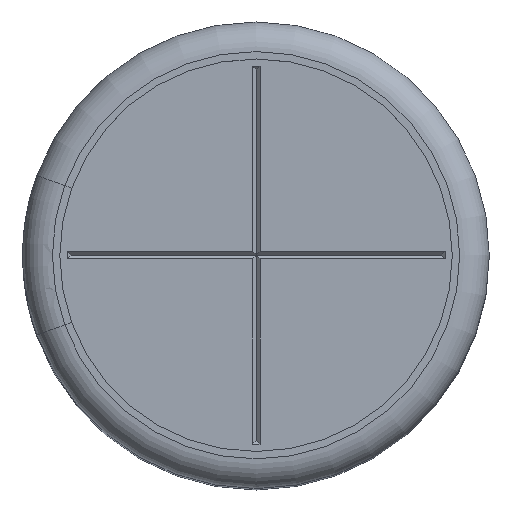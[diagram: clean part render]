
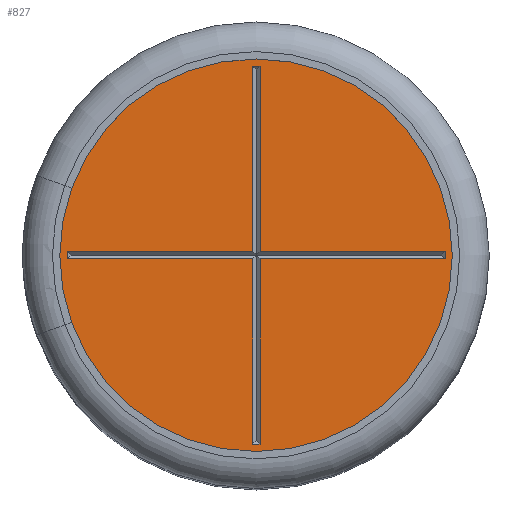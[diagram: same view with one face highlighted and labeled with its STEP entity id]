
A CAD part, top view. The second image highlights one B-rep face of the part: STEP entity #827.
In plain terms, the highlighted planar face has unit normal (0, 0, 1).
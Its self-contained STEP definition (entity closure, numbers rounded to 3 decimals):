
#827=ADVANCED_FACE('',(#1736,#1738),#1740,.T.);
#1736=FACE_BOUND('',#1737,.T.);
#1737=EDGE_LOOP('',(#2483));
#1738=FACE_BOUND('',#1739,.T.);
#1739=EDGE_LOOP('',(#2484,#2485,#2486,#2487,#2488,#2489,#2490,#2491,#2492,#2493,
#2494,#2495));
#1740=PLANE('',#1741);
#1741=AXIS2_PLACEMENT_3D('',#1742,#1743,#1744);
#1742=CARTESIAN_POINT('',(0.,0.,11.9));
#1743=DIRECTION('',(0.,0.,1.));
#1744=DIRECTION('',(1.,0.,0.));
#2483=ORIENTED_EDGE('',*,*,#2866,.T.);
#2484=ORIENTED_EDGE('',*,*,#2898,.T.);
#2485=ORIENTED_EDGE('',*,*,#2899,.T.);
#2486=ORIENTED_EDGE('',*,*,#2900,.T.);
#2487=ORIENTED_EDGE('',*,*,#2901,.T.);
#2488=ORIENTED_EDGE('',*,*,#2902,.T.);
#2489=ORIENTED_EDGE('',*,*,#2903,.T.);
#2490=ORIENTED_EDGE('',*,*,#2904,.T.);
#2491=ORIENTED_EDGE('',*,*,#2905,.T.);
#2492=ORIENTED_EDGE('',*,*,#2906,.T.);
#2493=ORIENTED_EDGE('',*,*,#2907,.T.);
#2494=ORIENTED_EDGE('',*,*,#2908,.T.);
#2495=ORIENTED_EDGE('',*,*,#2909,.T.);
#2866=EDGE_CURVE('',#3359,#3359,#3360,.T.);
#2898=EDGE_CURVE('',#3407,#3408,#3409,.F.);
#2899=EDGE_CURVE('',#3408,#3410,#3411,.F.);
#2900=EDGE_CURVE('',#3410,#3412,#3413,.F.);
#2901=EDGE_CURVE('',#3412,#3414,#3415,.F.);
#2902=EDGE_CURVE('',#3414,#3416,#3417,.F.);
#2903=EDGE_CURVE('',#3416,#3418,#3419,.F.);
#2904=EDGE_CURVE('',#3418,#3420,#3421,.F.);
#2905=EDGE_CURVE('',#3420,#3422,#3423,.F.);
#2906=EDGE_CURVE('',#3422,#3424,#3425,.F.);
#2907=EDGE_CURVE('',#3424,#3426,#3427,.F.);
#2908=EDGE_CURVE('',#3426,#3428,#3429,.F.);
#2909=EDGE_CURVE('',#3428,#3407,#3430,.F.);
#3359=VERTEX_POINT('',#4876);
#3360=CIRCLE('',#4877,2.65);
#3407=VERTEX_POINT('',#5067);
#3408=VERTEX_POINT('',#5068);
#3409=LINE('',#5069,#5070);
#3410=VERTEX_POINT('',#5072);
#3411=LINE('',#5073,#5074);
#3412=VERTEX_POINT('',#5076);
#3413=LINE('',#5077,#5078);
#3414=VERTEX_POINT('',#5080);
#3415=LINE('',#5081,#5082);
#3416=VERTEX_POINT('',#5084);
#3417=LINE('',#5085,#5086);
#3418=VERTEX_POINT('',#5088);
#3419=LINE('',#5089,#5090);
#3420=VERTEX_POINT('',#5092);
#3421=LINE('',#5093,#5094);
#3422=VERTEX_POINT('',#5096);
#3423=LINE('',#5097,#5098);
#3424=VERTEX_POINT('',#5100);
#3425=LINE('',#5101,#5102);
#3426=VERTEX_POINT('',#5104);
#3427=LINE('',#5105,#5106);
#3428=VERTEX_POINT('',#5108);
#3429=LINE('',#5109,#5110);
#3430=LINE('',#5112,#5113);
#4876=CARTESIAN_POINT('',(2.65,0.,11.9));
#4877=AXIS2_PLACEMENT_3D('',#4878,#4879,#4880);
#4878=CARTESIAN_POINT('',(0.,0.,11.9));
#4879=DIRECTION('',(0.,0.,1.));
#4880=DIRECTION('',(1.,0.,0.));
#5067=CARTESIAN_POINT('',(-0.046,-0.05,11.9));
#5068=CARTESIAN_POINT('',(-2.546,-0.05,11.9));
#5069=CARTESIAN_POINT('',(-2.546,-0.05,11.9));
#5070=VECTOR('',#5071,1.);
#5071=DIRECTION('',(1.,0.,0.));
#5072=CARTESIAN_POINT('',(-2.546,0.05,11.9));
#5073=CARTESIAN_POINT('',(-2.546,0.05,11.9));
#5074=VECTOR('',#5075,1.);
#5075=DIRECTION('',(0.,-1.,0.));
#5076=CARTESIAN_POINT('',(-0.046,0.05,11.9));
#5077=CARTESIAN_POINT('',(-0.046,0.05,11.9));
#5078=VECTOR('',#5079,1.);
#5079=DIRECTION('',(-1.,0.,0.));
#5080=CARTESIAN_POINT('',(-0.046,2.55,11.9));
#5081=CARTESIAN_POINT('',(-0.046,2.55,11.9));
#5082=VECTOR('',#5083,1.);
#5083=DIRECTION('',(0.,-1.,0.));
#5084=CARTESIAN_POINT('',(0.054,2.55,11.9));
#5085=CARTESIAN_POINT('',(0.054,2.55,11.9));
#5086=VECTOR('',#5087,1.);
#5087=DIRECTION('',(-1.,0.,0.));
#5088=CARTESIAN_POINT('',(0.054,0.05,11.9));
#5089=CARTESIAN_POINT('',(0.054,0.05,11.9));
#5090=VECTOR('',#5091,1.);
#5091=DIRECTION('',(0.,1.,0.));
#5092=CARTESIAN_POINT('',(2.554,0.05,11.9));
#5093=CARTESIAN_POINT('',(2.554,0.05,11.9));
#5094=VECTOR('',#5095,1.);
#5095=DIRECTION('',(-1.,0.,0.));
#5096=CARTESIAN_POINT('',(2.554,-0.05,11.9));
#5097=CARTESIAN_POINT('',(2.554,-0.05,11.9));
#5098=VECTOR('',#5099,1.);
#5099=DIRECTION('',(0.,1.,0.));
#5100=CARTESIAN_POINT('',(0.054,-0.05,11.9));
#5101=CARTESIAN_POINT('',(0.054,-0.05,11.9));
#5102=VECTOR('',#5103,1.);
#5103=DIRECTION('',(1.,0.,0.));
#5104=CARTESIAN_POINT('',(0.054,-2.55,11.9));
#5105=CARTESIAN_POINT('',(0.054,-2.55,11.9));
#5106=VECTOR('',#5107,1.);
#5107=DIRECTION('',(0.,1.,0.));
#5108=CARTESIAN_POINT('',(-0.046,-2.55,11.9));
#5109=CARTESIAN_POINT('',(-0.046,-2.55,11.9));
#5110=VECTOR('',#5111,1.);
#5111=DIRECTION('',(1.,0.,0.));
#5112=CARTESIAN_POINT('',(-0.046,-0.05,11.9));
#5113=VECTOR('',#5114,1.);
#5114=DIRECTION('',(0.,-1.,0.));
